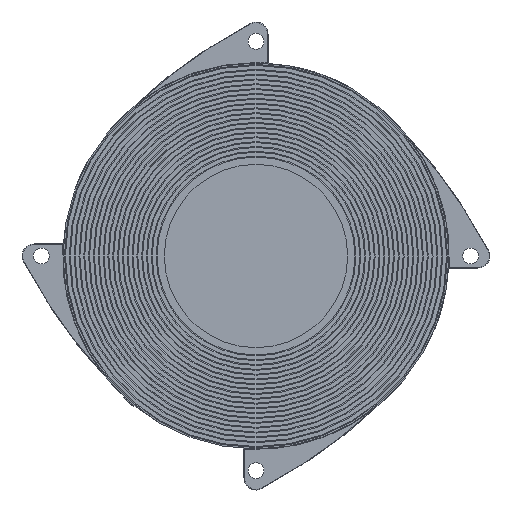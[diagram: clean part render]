
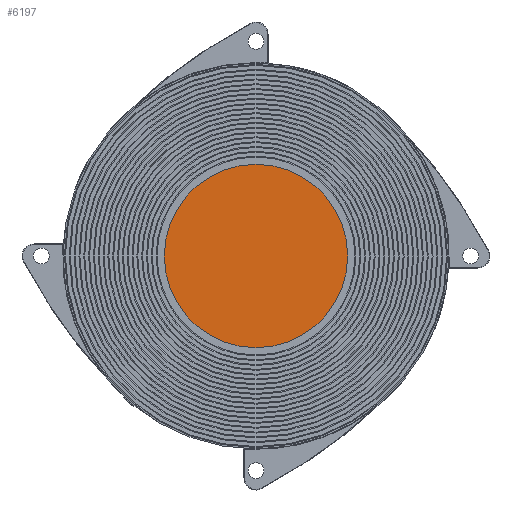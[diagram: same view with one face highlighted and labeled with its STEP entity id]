
A CAD part, front view. The second image highlights one B-rep face of the part: STEP entity #6197.
In plain terms, the highlighted planar face has unit normal (0, -1, 0).
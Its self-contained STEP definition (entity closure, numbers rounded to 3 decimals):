
#217 = EDGE_LOOP ( 'NONE', ( #6922, #4193 ) ) ;
#1137 = AXIS2_PLACEMENT_3D ( 'NONE', #2166, #8399, #8333 ) ;
#1730 = DIRECTION ( 'NONE',  ( 0., 0., -1. ) ) ;
#1999 = PLANE ( 'NONE',  #1137 ) ;
#2166 = CARTESIAN_POINT ( 'NONE',  ( 0., 6.1, 0. ) ) ;
#2667 = CARTESIAN_POINT ( 'NONE',  ( 0., 6.1, -19. ) ) ;
#3287 = EDGE_CURVE ( 'NONE', #7907, #4361, #3478, .T. ) ;
#3478 = CIRCLE ( 'NONE', #11579, 19. ) ;
#3586 = FACE_OUTER_BOUND ( 'NONE', #217, .T. ) ;
#4157 = CARTESIAN_POINT ( 'NONE',  ( 0., 6.1, 19. ) ) ;
#4193 = ORIENTED_EDGE ( 'NONE', *, *, #3287, .T. ) ;
#4356 = DIRECTION ( 'NONE',  ( 0., -1., 0. ) ) ;
#4361 = VERTEX_POINT ( 'NONE', #2667 ) ;
#4418 = CARTESIAN_POINT ( 'NONE',  ( 0., 6.1, 0. ) ) ;
#4821 = AXIS2_PLACEMENT_3D ( 'NONE', #6948, #10436, #9557 ) ;
#6197 = ADVANCED_FACE ( 'NONE', ( #3586 ), #1999, .F. ) ;
#6922 = ORIENTED_EDGE ( 'NONE', *, *, #7657, .T. ) ;
#6948 = CARTESIAN_POINT ( 'NONE',  ( 0., 6.1, 0. ) ) ;
#7657 = EDGE_CURVE ( 'NONE', #4361, #7907, #8966, .T. ) ;
#7907 = VERTEX_POINT ( 'NONE', #4157 ) ;
#8333 = DIRECTION ( 'NONE',  ( 1., 0., 0. ) ) ;
#8399 = DIRECTION ( 'NONE',  ( 0., 1., 0. ) ) ;
#8966 = CIRCLE ( 'NONE', #4821, 19. ) ;
#9557 = DIRECTION ( 'NONE',  ( 0., 0., -1. ) ) ;
#10436 = DIRECTION ( 'NONE',  ( 0., -1., 0. ) ) ;
#11579 = AXIS2_PLACEMENT_3D ( 'NONE', #4418, #4356, #1730 ) ;
